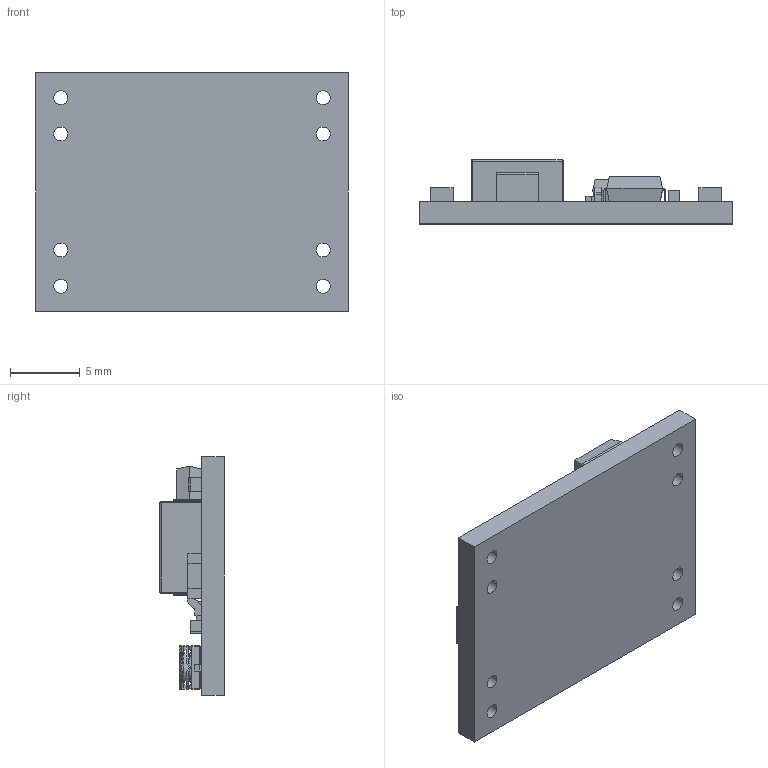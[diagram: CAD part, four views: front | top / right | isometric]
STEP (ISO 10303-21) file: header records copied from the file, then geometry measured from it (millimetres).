
FILE_DESCRIPTION(/* description */ (''),/* implementation_level */ '2;1');
FILE_NAME(/* name */ 'Buck Converter.step',/* time_stamp */ '2023-09-15T16:05:52+02:00',/* author */ (''),/* organization */ (''),/* preprocessor_version */ 'ST-DEVELOPER v20',/* originating_system */ 'Autodesk Translation Framework v12.9.0.99',/* authorisation */ '');
FILE_SCHEMA (('AUTOMOTIVE_DESIGN { 1 0 10303 214 3 1 1 }'));
Length unit declared in the file: millimetre
Products named in the file (10): Buck Converter; PCB, DC-DC 4.5-28V to 0.8-20V Output 3A MP1584EN Step Down Buck Conve
rter; MP1584EN CHIP, DC-DC 4.5-28V to 0.8-20V Output 3A MP1584EN Step Down 
Buck Converter; INDUCTOR, DC-DC 4.5-28V to 0.8-20V Output 3A MP1584EN Step Down Buck 
Converter; SCHOTTKY DIODE, DC-DC 4.5-28V to 0.8-20V Output 3A MP1584EN Step Down
 Buck Converter; LARGE SMD CAPACITOR, DC-DC 4.5-28V to 0.8-20V Output 3A MP1584EN Step
 Down Buck Converter; SMD RESISTOR, 822, DC-DC 4.5-28V to 0.8-20V Output 3A MP1584EN Step D
own Buck Converter; SMD RESISTOR, 104, DC-DC 4.5-28V to 0.8-20V Output 3A MP1584EN Step D
own Buck Converter; SMALL SMD CAPACITOR, DC-DC 4.5-28V to 0.8-20V Output 3A MP1584EN Step
 Down Buck Converter; POTENTIOMETER, DC-DC 4.5-28V to 0.8-20V Output 3A MP1584EN Step Down 
Buck Converter
Assembly tree (16 placements, depth 2):
  Buck Converter
    PCB, DC-DC 4.5-28V to 0.8-20V Output 3A MP1584EN Step Down Buck Conve
rter
    MP1584EN CHIP, DC-DC 4.5-28V to 0.8-20V Output 3A MP1584EN Step Down 
Buck Converter
    INDUCTOR, DC-DC 4.5-28V to 0.8-20V Output 3A MP1584EN Step Down Buck 
Converter
    SCHOTTKY DIODE, DC-DC 4.5-28V to 0.8-20V Output 3A MP1584EN Step Down
 Buck Converter
    LARGE SMD CAPACITOR, DC-DC 4.5-28V to 0.8-20V Output 3A MP1584EN Step
 Down Buck Converter  x2
    SMD RESISTOR, 104, DC-DC 4.5-28V to 0.8-20V Output 3A MP1584EN Step D
own Buck Converter  x4
    SMD RESISTOR, 822, DC-DC 4.5-28V to 0.8-20V Output 3A MP1584EN Step D
own Buck Converter
    SMALL SMD CAPACITOR, DC-DC 4.5-28V to 0.8-20V Output 3A MP1584EN Step
 Down Buck Converter  x4
    POTENTIOMETER, DC-DC 4.5-28V to 0.8-20V Output 3A MP1584EN Step Down 
Buck Converter
Bounding box: 22.4 x 4.6 x 17.1 mm (x, y, z)
Volume: 813 mm3; surface area: 1473.2 mm2
Topology: 51 solids, 51 shells, 782 faces, 1919 edges, 1222 vertices
Faces by surface type: plane 472, cylinder 215, bspline 30, torus 29, sphere 24, cone 12
Full cylindrical faces by diameter (mm): 0.35 x2, 0.45 x2, 0.5 x2, 0.7 x2, 1 x8
Entity records: 22436 total; most frequent: CARTESIAN_POINT 5854, ORIENTED_EDGE 3294, DIRECTION 3266, EDGE_CURVE 1647, AXIS2_PLACEMENT_3D 1141, VERTEX_POINT 1054, LINE 984, VECTOR 984
